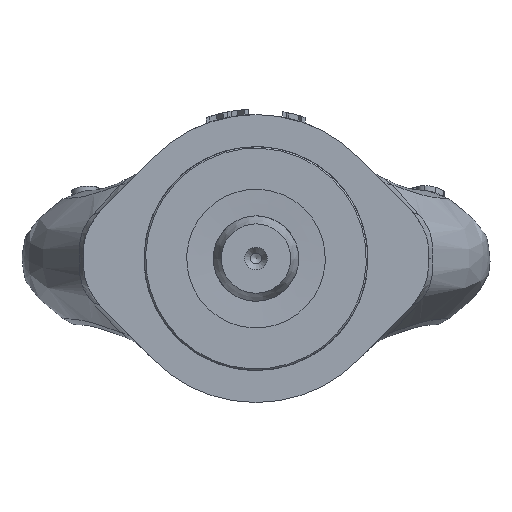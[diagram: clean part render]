
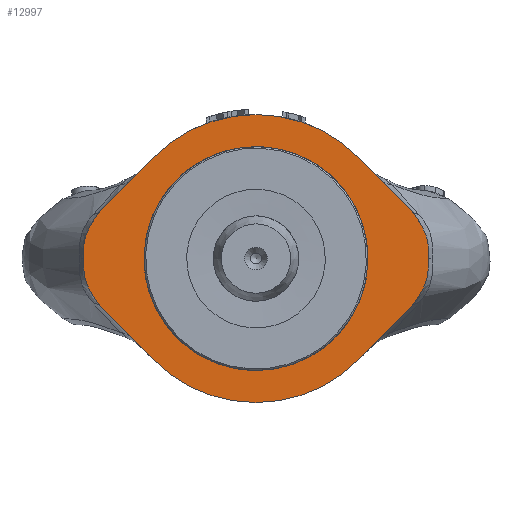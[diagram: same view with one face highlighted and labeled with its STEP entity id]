
A CAD part, front view. The second image highlights one B-rep face of the part: STEP entity #12997.
In plain terms, the highlighted face is planar.
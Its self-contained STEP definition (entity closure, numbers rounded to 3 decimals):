
#529=LINE('',#31369,#1273);
#532=LINE('',#31609,#1276);
#537=LINE('',#32345,#1281);
#540=LINE('',#32604,#1284);
#1273=VECTOR('',#15502,10.);
#1276=VECTOR('',#15513,10.);
#1281=VECTOR('',#15550,10.);
#1284=VECTOR('',#15565,10.);
#1884=PLANE('',#13941);
#2109=FACE_BOUND('',#3335,.T.);
#2531=FACE_OUTER_BOUND('',#3334,.T.);
#3334=EDGE_LOOP('',(#10133,#10134,#10135,#10136,#10137,#10138,#10139,#10140,
#10141,#10142,#10143,#10144,#10145,#10146));
#3335=EDGE_LOOP('',(#10147));
#4273=B_SPLINE_CURVE_WITH_KNOTS('',3,(#31496,#31497,#31498,#31499,#31500,
#31501,#31502,#31503),.UNSPECIFIED.,.F.,.F.,(4,2,2,4),(0.231,
0.314,0.381,0.537),.UNSPECIFIED.);
#4276=B_SPLINE_CURVE_WITH_KNOTS('',3,(#31670,#31671,#31672,#31673,#31674,
#31675,#31676,#31677,#31678,#31679),.UNSPECIFIED.,.F.,.F.,(4,2,2,2,4),(0.,
0.394,0.733,0.822,0.919),
 .UNSPECIFIED.);
#4281=B_SPLINE_CURVE_WITH_KNOTS('',3,(#32485,#32486,#32487,#32488,#32489,
#32490,#32491,#32492),.UNSPECIFIED.,.F.,.F.,(4,2,2,4),(0.231,
0.314,0.381,0.537),.UNSPECIFIED.);
#4286=B_SPLINE_CURVE_WITH_KNOTS('',3,(#32670,#32671,#32672,#32673,#32674,
#32675,#32676,#32677,#32678,#32679),.UNSPECIFIED.,.F.,.F.,(4,2,2,2,4),(0.,
0.394,0.733,0.822,0.919),
 .UNSPECIFIED.);
#4742=CIRCLE('',#13869,21.);
#4772=CIRCLE('',#13913,10.25);
#4774=CIRCLE('',#13916,10.25);
#4781=CIRCLE('',#13929,27.);
#4784=CIRCLE('',#13935,10.25);
#4786=CIRCLE('',#13938,10.25);
#4787=CIRCLE('',#13940,27.);
#5507=VERTEX_POINT('',#26590);
#5542=VERTEX_POINT('',#31366);
#5543=VERTEX_POINT('',#31368);
#5544=VERTEX_POINT('',#31487);
#5546=VERTEX_POINT('',#31491);
#5548=VERTEX_POINT('',#31606);
#5549=VERTEX_POINT('',#31608);
#5550=VERTEX_POINT('',#31669);
#5555=VERTEX_POINT('',#32342);
#5556=VERTEX_POINT('',#32344);
#5558=VERTEX_POINT('',#32482);
#5559=VERTEX_POINT('',#32484);
#5562=VERTEX_POINT('',#32601);
#5563=VERTEX_POINT('',#32603);
#5564=VERTEX_POINT('',#32665);
#7108=EDGE_CURVE('',#5507,#5507,#4742,.T.);
#7167=EDGE_CURVE('',#5542,#5543,#529,.T.);
#7172=EDGE_CURVE('',#5546,#5544,#4273,.F.);
#7177=EDGE_CURVE('',#5548,#5549,#532,.T.);
#7179=EDGE_CURVE('',#5549,#5546,#4772,.T.);
#7180=EDGE_CURVE('',#5550,#5544,#4276,.T.);
#7183=EDGE_CURVE('',#5550,#5542,#4774,.T.);
#7195=EDGE_CURVE('',#5556,#5555,#537,.T.);
#7198=EDGE_CURVE('',#5543,#5555,#4781,.T.);
#7200=EDGE_CURVE('',#5559,#5558,#4281,.F.);
#7207=EDGE_CURVE('',#5563,#5562,#540,.T.);
#7209=EDGE_CURVE('',#5562,#5559,#4784,.T.);
#7212=EDGE_CURVE('',#5564,#5558,#4286,.T.);
#7213=EDGE_CURVE('',#5564,#5556,#4786,.T.);
#7214=EDGE_CURVE('',#5548,#5563,#4787,.T.);
#10133=ORIENTED_EDGE('',*,*,#7214,.T.);
#10134=ORIENTED_EDGE('',*,*,#7207,.T.);
#10135=ORIENTED_EDGE('',*,*,#7209,.T.);
#10136=ORIENTED_EDGE('',*,*,#7200,.T.);
#10137=ORIENTED_EDGE('',*,*,#7212,.F.);
#10138=ORIENTED_EDGE('',*,*,#7213,.T.);
#10139=ORIENTED_EDGE('',*,*,#7195,.T.);
#10140=ORIENTED_EDGE('',*,*,#7198,.F.);
#10141=ORIENTED_EDGE('',*,*,#7167,.F.);
#10142=ORIENTED_EDGE('',*,*,#7183,.F.);
#10143=ORIENTED_EDGE('',*,*,#7180,.T.);
#10144=ORIENTED_EDGE('',*,*,#7172,.F.);
#10145=ORIENTED_EDGE('',*,*,#7179,.F.);
#10146=ORIENTED_EDGE('',*,*,#7177,.F.);
#10147=ORIENTED_EDGE('',*,*,#7108,.T.);
#12997=ADVANCED_FACE('',(#2531,#2109),#1884,.F.);
#13869=AXIS2_PLACEMENT_3D('',#26591,#15417,#15418);
#13913=AXIS2_PLACEMENT_3D('',#31612,#15517,#15518);
#13916=AXIS2_PLACEMENT_3D('',#32254,#15523,#15524);
#13929=AXIS2_PLACEMENT_3D('',#32365,#15554,#15555);
#13935=AXIS2_PLACEMENT_3D('',#32607,#15569,#15570);
#13938=AXIS2_PLACEMENT_3D('',#32745,#15575,#15576);
#13940=AXIS2_PLACEMENT_3D('',#32747,#15579,#15580);
#13941=AXIS2_PLACEMENT_3D('',#32748,#15581,#15582);
#15417=DIRECTION('center_axis',(0.,0.,1.));
#15418=DIRECTION('ref_axis',(1.,0.,0.));
#15502=DIRECTION('',(0.7,-0.714,0.));
#15513=DIRECTION('',(-0.7,-0.714,0.));
#15517=DIRECTION('center_axis',(0.,0.,1.));
#15518=DIRECTION('ref_axis',(1.,0.,0.));
#15523=DIRECTION('center_axis',(0.,0.,1.));
#15524=DIRECTION('ref_axis',(0.714,0.7,0.));
#15550=DIRECTION('',(-0.7,-0.714,0.));
#15554=DIRECTION('center_axis',(0.,0.,1.));
#15555=DIRECTION('ref_axis',(-0.714,0.7,0.));
#15565=DIRECTION('',(0.7,-0.714,0.));
#15569=DIRECTION('center_axis',(0.,0.,-1.));
#15570=DIRECTION('ref_axis',(-1.,0.,0.));
#15575=DIRECTION('center_axis',(0.,0.,-1.));
#15576=DIRECTION('ref_axis',(-0.714,0.7,0.));
#15579=DIRECTION('center_axis',(0.,0.,-1.));
#15580=DIRECTION('ref_axis',(-0.714,-0.7,0.));
#15581=DIRECTION('center_axis',(0.,0.,1.));
#15582=DIRECTION('ref_axis',(1.,0.,0.));
#26590=CARTESIAN_POINT('',(-21.,0.,0.));
#26591=CARTESIAN_POINT('Origin',(0.,0.,0.));
#31366=CARTESIAN_POINT('',(-29.066,-8.929,0.));
#31368=CARTESIAN_POINT('',(-19.272,-18.91,0.));
#31369=CARTESIAN_POINT('',(-29.066,-8.929,0.));
#31487=CARTESIAN_POINT('',(-32.253,0.,0.));
#31491=CARTESIAN_POINT('',(-30.247,7.483,0.));
#31496=CARTESIAN_POINT('Ctrl Pts',(-32.253,0.,
0.));
#31497=CARTESIAN_POINT('Ctrl Pts',(-32.353,1.812,0.));
#31498=CARTESIAN_POINT('Ctrl Pts',(-32.29,2.536,0.));
#31499=CARTESIAN_POINT('Ctrl Pts',(-32.1,3.598,0.));
#31500=CARTESIAN_POINT('Ctrl Pts',(-31.972,4.065,0.));
#31501=CARTESIAN_POINT('Ctrl Pts',(-31.43,5.574,0.));
#31502=CARTESIAN_POINT('Ctrl Pts',(-30.87,6.559,0.));
#31503=CARTESIAN_POINT('Ctrl Pts',(-30.247,7.483,0.));
#31606=CARTESIAN_POINT('',(-19.272,18.91,0.));
#31608=CARTESIAN_POINT('',(-29.066,8.929,0.));
#31609=CARTESIAN_POINT('',(-19.272,18.91,0.));
#31612=CARTESIAN_POINT('Origin',(-21.75,1.75,0.));
#31669=CARTESIAN_POINT('',(-30.247,-7.483,0.));
#31670=CARTESIAN_POINT('Ctrl Pts',(-30.247,-7.483,
0.));
#31671=CARTESIAN_POINT('Ctrl Pts',(-30.982,-6.393,
0.));
#31672=CARTESIAN_POINT('Ctrl Pts',(-31.627,-5.223,
0.));
#31673=CARTESIAN_POINT('Ctrl Pts',(-32.303,-2.868,
0.));
#31674=CARTESIAN_POINT('Ctrl Pts',(-32.316,-2.031,
0.));
#31675=CARTESIAN_POINT('Ctrl Pts',(-32.297,-1.059,
0.));
#31676=CARTESIAN_POINT('Ctrl Pts',(-32.291,-0.857,
0.));
#31677=CARTESIAN_POINT('Ctrl Pts',(-32.275,-0.435,
0.));
#31678=CARTESIAN_POINT('Ctrl Pts',(-32.265,-0.218,
0.));
#31679=CARTESIAN_POINT('Ctrl Pts',(-32.253,0.,
0.));
#32254=CARTESIAN_POINT('Origin',(-21.75,-1.75,0.));
#32342=CARTESIAN_POINT('',(19.272,-18.91,0.));
#32344=CARTESIAN_POINT('',(29.066,-8.929,0.));
#32345=CARTESIAN_POINT('',(29.066,-8.929,0.));
#32365=CARTESIAN_POINT('Origin',(0.,0.,0.));
#32482=CARTESIAN_POINT('',(32.253,0.,0.));
#32484=CARTESIAN_POINT('',(30.247,7.483,0.));
#32485=CARTESIAN_POINT('Ctrl Pts',(32.253,0.,
0.));
#32486=CARTESIAN_POINT('Ctrl Pts',(32.353,1.812,0.));
#32487=CARTESIAN_POINT('Ctrl Pts',(32.29,2.536,0.));
#32488=CARTESIAN_POINT('Ctrl Pts',(32.1,3.598,0.));
#32489=CARTESIAN_POINT('Ctrl Pts',(31.972,4.065,0.));
#32490=CARTESIAN_POINT('Ctrl Pts',(31.43,5.574,0.));
#32491=CARTESIAN_POINT('Ctrl Pts',(30.87,6.559,0.));
#32492=CARTESIAN_POINT('Ctrl Pts',(30.247,7.483,0.));
#32601=CARTESIAN_POINT('',(29.066,8.929,0.));
#32603=CARTESIAN_POINT('',(19.272,18.91,0.));
#32604=CARTESIAN_POINT('',(19.272,18.91,0.));
#32607=CARTESIAN_POINT('Origin',(21.75,1.75,0.));
#32665=CARTESIAN_POINT('',(30.247,-7.483,0.));
#32670=CARTESIAN_POINT('Ctrl Pts',(30.247,-7.483,0.));
#32671=CARTESIAN_POINT('Ctrl Pts',(30.982,-6.393,0.));
#32672=CARTESIAN_POINT('Ctrl Pts',(31.627,-5.223,0.));
#32673=CARTESIAN_POINT('Ctrl Pts',(32.303,-2.868,0.));
#32674=CARTESIAN_POINT('Ctrl Pts',(32.316,-2.031,0.));
#32675=CARTESIAN_POINT('Ctrl Pts',(32.297,-1.059,0.));
#32676=CARTESIAN_POINT('Ctrl Pts',(32.291,-0.857,0.));
#32677=CARTESIAN_POINT('Ctrl Pts',(32.275,-0.435,
0.));
#32678=CARTESIAN_POINT('Ctrl Pts',(32.265,-0.218,
0.));
#32679=CARTESIAN_POINT('Ctrl Pts',(32.253,0.,
0.));
#32745=CARTESIAN_POINT('Origin',(21.75,-1.75,0.));
#32747=CARTESIAN_POINT('Origin',(0.,0.,0.));
#32748=CARTESIAN_POINT('Origin',(0.,0.,
0.));
